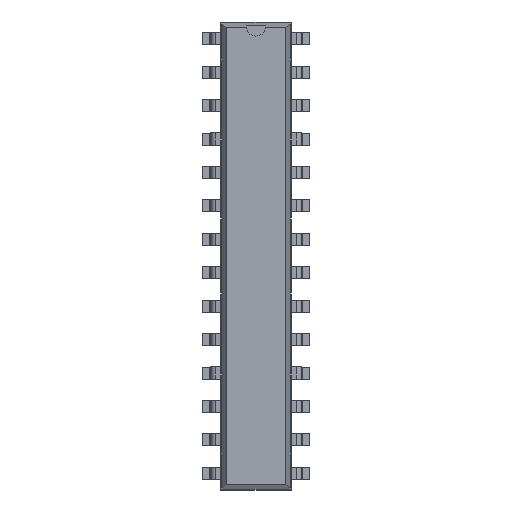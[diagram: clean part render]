
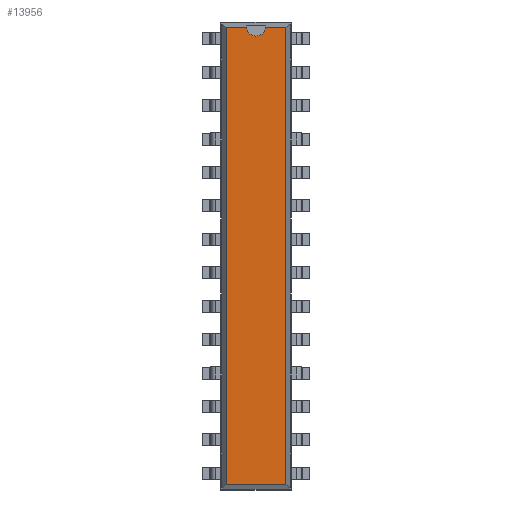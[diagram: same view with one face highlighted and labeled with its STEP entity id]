
A CAD part, top view. The second image highlights one B-rep face of the part: STEP entity #13956.
In plain terms, the highlighted planar face has unit normal (0, 0, 1).
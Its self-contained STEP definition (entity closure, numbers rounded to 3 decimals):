
#9117 = VERTEX_POINT('',#9118);
#9118 = CARTESIAN_POINT('',(2.276,17.381,3.68));
#9123 = EDGE_CURVE('',#9124,#9117,#9126,.T.);
#9124 = VERTEX_POINT('',#9125);
#9125 = CARTESIAN_POINT('',(2.276,-17.381,3.68));
#9126 = LINE('',#9127,#9128);
#9127 = CARTESIAN_POINT('',(2.276,-17.381,3.68));
#9128 = VECTOR('',#9129,1.);
#9129 = DIRECTION('',(0.,1.,0.));
#11457 = VERTEX_POINT('',#11458);
#11458 = CARTESIAN_POINT('',(-2.276,17.381,3.68));
#11463 = EDGE_CURVE('',#11464,#11457,#11466,.T.);
#11464 = VERTEX_POINT('',#11465);
#11465 = CARTESIAN_POINT('',(-0.746,17.381,3.68));
#11466 = LINE('',#11467,#11468);
#11467 = CARTESIAN_POINT('',(2.276,17.381,3.68));
#11468 = VECTOR('',#11469,1.);
#11469 = DIRECTION('',(-1.,0.,0.));
#11489 = VERTEX_POINT('',#11490);
#11490 = CARTESIAN_POINT('',(0.746,17.381,3.68));
#11498 = EDGE_CURVE('',#9117,#11489,#11499,.T.);
#11499 = LINE('',#11500,#11501);
#11500 = CARTESIAN_POINT('',(2.276,17.381,3.68));
#11501 = VECTOR('',#11502,1.);
#11502 = DIRECTION('',(-1.,0.,0.));
#11612 = VERTEX_POINT('',#11613);
#11613 = CARTESIAN_POINT('',(-2.276,-17.381,3.68));
#11618 = EDGE_CURVE('',#11457,#11612,#11619,.T.);
#11619 = LINE('',#11620,#11621);
#11620 = CARTESIAN_POINT('',(-2.276,17.381,3.68));
#11621 = VECTOR('',#11622,1.);
#11622 = DIRECTION('',(0.,-1.,0.));
#13945 = EDGE_CURVE('',#11612,#9124,#13946,.T.);
#13946 = LINE('',#13947,#13948);
#13947 = CARTESIAN_POINT('',(-2.276,-17.381,3.68));
#13948 = VECTOR('',#13949,1.);
#13949 = DIRECTION('',(1.,0.,0.));
#13956 = ADVANCED_FACE('',(#13957),#13980,.F.);
#13957 = FACE_BOUND('',#13958,.F.);
#13958 = EDGE_LOOP('',(#13959,#13960,#13961,#13962,#13963,#13972,#13979)
);
#13959 = ORIENTED_EDGE('',*,*,#9123,.F.);
#13960 = ORIENTED_EDGE('',*,*,#13945,.F.);
#13961 = ORIENTED_EDGE('',*,*,#11618,.F.);
#13962 = ORIENTED_EDGE('',*,*,#11463,.F.);
#13963 = ORIENTED_EDGE('',*,*,#13964,.F.);
#13964 = EDGE_CURVE('',#13965,#11464,#13967,.T.);
#13965 = VERTEX_POINT('',#13966);
#13966 = CARTESIAN_POINT('',(0.,16.706,3.68)
);
#13967 = CIRCLE('',#13968,0.75);
#13968 = AXIS2_PLACEMENT_3D('',#13969,#13970,#13971);
#13969 = CARTESIAN_POINT('',(0.,17.456,3.68)
);
#13970 = DIRECTION('',(0.,0.,-1.));
#13971 = DIRECTION('',(0.,-1.,0.));
#13972 = ORIENTED_EDGE('',*,*,#13973,.F.);
#13973 = EDGE_CURVE('',#11489,#13965,#13974,.T.);
#13974 = CIRCLE('',#13975,0.75);
#13975 = AXIS2_PLACEMENT_3D('',#13976,#13977,#13978);
#13976 = CARTESIAN_POINT('',(0.,17.456,3.68)
);
#13977 = DIRECTION('',(0.,0.,-1.));
#13978 = DIRECTION('',(0.,-1.,0.));
#13979 = ORIENTED_EDGE('',*,*,#11498,.F.);
#13980 = PLANE('',#13981);
#13981 = AXIS2_PLACEMENT_3D('',#13982,#13983,#13984);
#13982 = CARTESIAN_POINT('',(2.276,-17.381,3.68));
#13983 = DIRECTION('',(0.,0.,-1.));
#13984 = DIRECTION('',(-0.13,0.992,0.));
